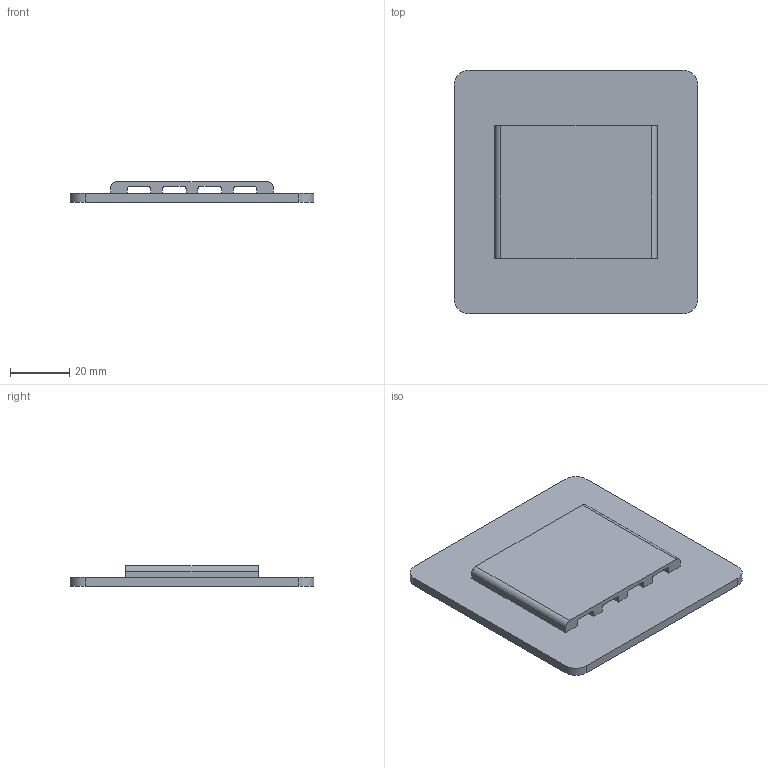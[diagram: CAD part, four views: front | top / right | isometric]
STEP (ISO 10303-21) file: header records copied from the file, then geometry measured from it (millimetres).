
FILE_DESCRIPTION(('Open CASCADE Model'),'2;1');
FILE_NAME('Open CASCADE Shape Model','2025-11-12T20:37:37',('Author'),( 'Open CASCADE'),'Open CASCADE STEP processor 7.7','Open CASCADE 7.7' ,'Unknown');
FILE_SCHEMA(('AUTOMOTIVE_DESIGN { 1 0 10303 214 1 1 1 1 }'));
Length unit declared in the file: millimetre
Products named in the file (1): SOLID
Bounding box: 82.5 x 82.5 x 7 mm (x, y, z)
Volume: 26662.2 mm3; surface area: 18682.7 mm2
Topology: 1 solids, 1 shells, 45 faces, 138 edges, 92 vertices
Faces by surface type: plane 23, cylinder 22
Entity records: 3340 total; most frequent: CARTESIAN_POINT 588, DIRECTION 514, LINE 290, VECTOR 290, ORIENTED_EDGE 276, PCURVE 276, DEFINITIONAL_REPRESENTATION 276, EDGE_CURVE 138
